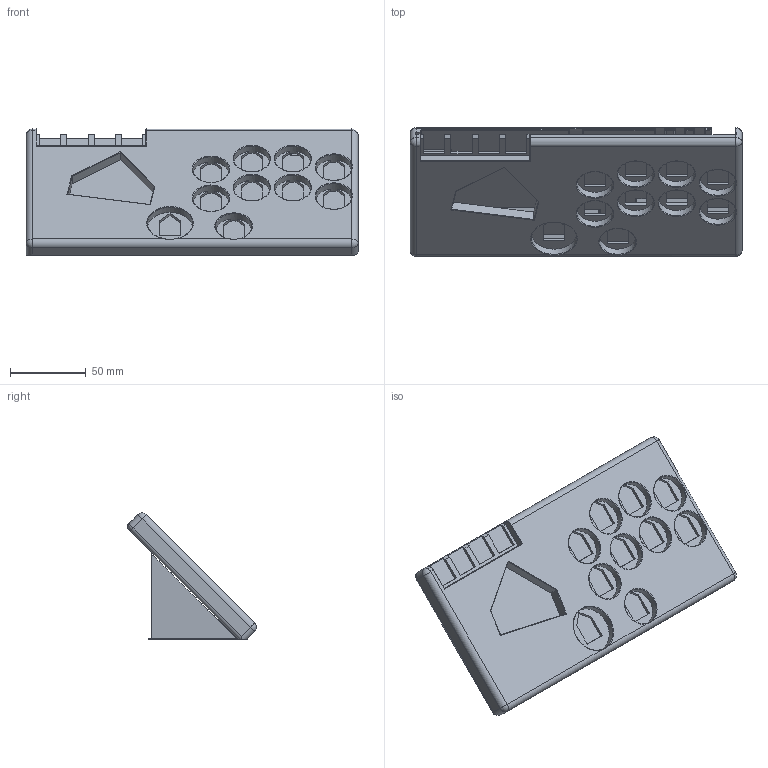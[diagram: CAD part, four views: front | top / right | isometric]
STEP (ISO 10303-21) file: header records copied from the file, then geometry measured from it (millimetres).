
FILE_DESCRIPTION(/* description */ (''),/* implementation_level */ '2;1');
FILE_NAME(/* name */ 'Wasd-case.step',/* time_stamp */ '2024-09-24T16:04:15-07:00',/* author */ (''),/* organization */ (''),/* preprocessor_version */ 'ST-DEVELOPER v20',/* originating_system */ 'Autodesk Translation Framework v13.14.0.145',/* authorisation */ '');
FILE_SCHEMA (('AUTOMOTIVE_DESIGN { 1 0 10303 214 3 1 1 }'));
Length unit declared in the file: millimetre
Products named in the file (1): 2025-wasd
Bounding box: 219 x 84.92 x 83.18 mm (x, y, z)
Volume: 233589.9 mm3; surface area: 106104.5 mm2
Topology: 3 solids, 3 shells, 432 faces, 1179 edges, 752 vertices
Faces by surface type: plane 271, cylinder 114, torus 24, bspline 19, sphere 4
Full cylindrical faces by diameter (mm): 24 x9, 30 x1
Entity records: 15038 total; most frequent: CARTESIAN_POINT 4013, ORIENTED_EDGE 2358, DIRECTION 2212, EDGE_CURVE 1179, LINE 868, VECTOR 868, VERTEX_POINT 752, AXIS2_PLACEMENT_3D 672
